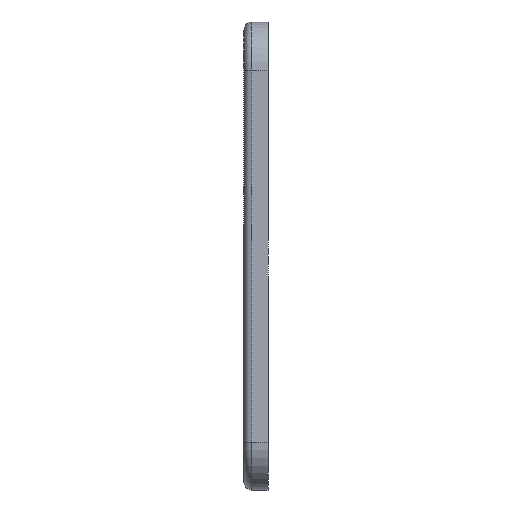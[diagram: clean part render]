
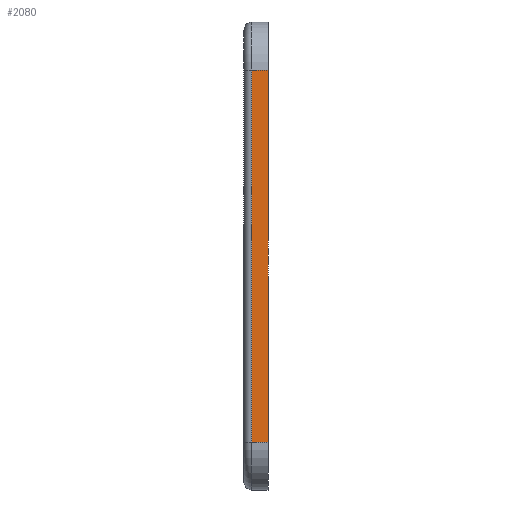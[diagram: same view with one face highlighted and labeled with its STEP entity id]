
A CAD part, left-side view. The second image highlights one B-rep face of the part: STEP entity #2080.
In plain terms, the highlighted planar face has unit normal (-1, 0, 0).
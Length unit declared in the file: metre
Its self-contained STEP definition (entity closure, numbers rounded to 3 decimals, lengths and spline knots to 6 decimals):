
#104=LINE('',#3167,#313);
#174=LINE('',#3370,#383);
#175=LINE('',#3372,#384);
#176=LINE('',#3374,#385);
#313=VECTOR('',#2496,1.);
#383=VECTOR('',#2644,1.);
#384=VECTOR('',#2645,1.);
#385=VECTOR('',#2646,1.);
#633=ORIENTED_EDGE('',*,*,#1204,.T.);
#634=ORIENTED_EDGE('',*,*,#1205,.T.);
#635=ORIENTED_EDGE('',*,*,#1206,.T.);
#636=ORIENTED_EDGE('',*,*,#1108,.T.);
#1108=EDGE_CURVE('',#1395,#1394,#104,.T.);
#1204=EDGE_CURVE('',#1394,#1489,#174,.T.);
#1205=EDGE_CURVE('',#1489,#1490,#175,.F.);
#1206=EDGE_CURVE('',#1490,#1395,#176,.F.);
#1394=VERTEX_POINT('',#3166);
#1395=VERTEX_POINT('',#3168);
#1489=VERTEX_POINT('',#3371);
#1490=VERTEX_POINT('',#3373);
#1659=EDGE_LOOP('',(#633,#634,#635,#636));
#1847=FACE_BOUND('',#1659,.T.);
#1993=PLANE('',#2261);
#2080=ADVANCED_FACE('',(#1847),#1993,.T.);
#2261=AXIS2_PLACEMENT_3D('',#3369,#2642,#2643);
#2496=DIRECTION('',(0.,0.,1.));
#2642=DIRECTION('',(-1.,0.,0.));
#2643=DIRECTION('',(0.,0.,1.));
#2644=DIRECTION('',(0.,1.,0.));
#2645=DIRECTION('',(0.,0.,1.));
#2646=DIRECTION('',(0.,1.,0.));
#3166=CARTESIAN_POINT('',(-0.12,-0.006,0.0465));
#3167=CARTESIAN_POINT('',(-0.12,-0.006,0.));
#3168=CARTESIAN_POINT('',(-0.12,-0.006,-0.0465));
#3369=CARTESIAN_POINT('',(-0.12,-0.006,0.));
#3370=CARTESIAN_POINT('',(-0.12,-0.006,0.0465));
#3371=CARTESIAN_POINT('',(-0.12,-0.002,0.0465));
#3372=CARTESIAN_POINT('',(-0.12,-0.002,0.));
#3373=CARTESIAN_POINT('',(-0.12,-0.002,-0.0465));
#3374=CARTESIAN_POINT('',(-0.12,-0.006,-0.0465));
